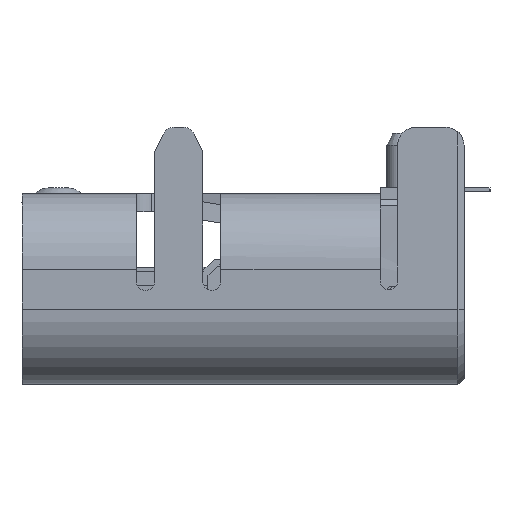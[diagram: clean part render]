
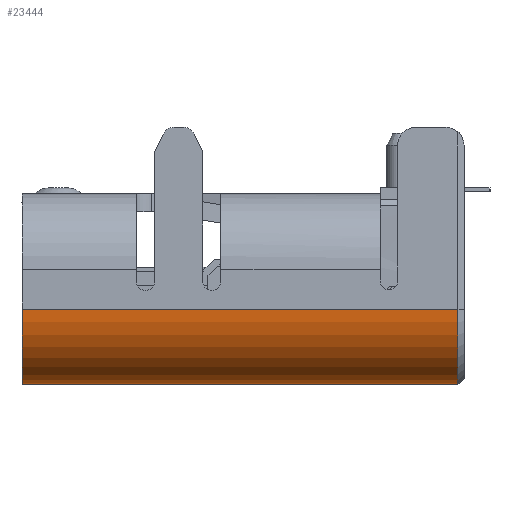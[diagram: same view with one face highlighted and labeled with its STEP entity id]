
A CAD part, left-side view. The second image highlights one B-rep face of the part: STEP entity #23444.
In plain terms, the highlighted cylindrical face has radius 1.25 mm (diameter 2.5 mm), a partial arc.
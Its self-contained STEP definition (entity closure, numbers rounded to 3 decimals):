
#393=CYLINDRICAL_SURFACE('',#25230,1.25);
#1641=FACE_OUTER_BOUND('',#2865,.T.);
#2865=EDGE_LOOP('',(#21208,#21209,#21210,#21211));
#3478=CIRCLE('',#25164,1.25);
#3495=CIRCLE('',#25229,1.25);
#6104=LINE('',#40420,#8823);
#6156=LINE('',#40591,#8875);
#8823=VECTOR('',#31201,1000.);
#8875=VECTOR('',#31383,1000.);
#11043=VERTEX_POINT('',#39866);
#11104=VERTEX_POINT('',#40412);
#11106=VERTEX_POINT('',#40418);
#11133=VERTEX_POINT('',#40587);
#14446=EDGE_CURVE('',#11104,#11043,#3478,.T.);
#14448=EDGE_CURVE('',#11043,#11106,#6104,.T.);
#14519=EDGE_CURVE('',#11106,#11133,#3495,.T.);
#14520=EDGE_CURVE('',#11133,#11104,#6156,.T.);
#21208=ORIENTED_EDGE('',*,*,#14448,.T.);
#21209=ORIENTED_EDGE('',*,*,#14519,.T.);
#21210=ORIENTED_EDGE('',*,*,#14520,.T.);
#21211=ORIENTED_EDGE('',*,*,#14446,.T.);
#23444=ADVANCED_FACE('',(#1641),#393,.T.);
#25164=AXIS2_PLACEMENT_3D('',#40416,#31196,#31197);
#25229=AXIS2_PLACEMENT_3D('',#40589,#31379,#31380);
#25230=AXIS2_PLACEMENT_3D('',#40590,#31381,#31382);
#31196=DIRECTION('center_axis',(0.,1.,0.));
#31197=DIRECTION('ref_axis',(0.,0.,1.));
#31201=DIRECTION('',(0.,1.,0.));
#31379=DIRECTION('center_axis',(0.,-1.,0.));
#31380=DIRECTION('ref_axis',(0.,0.,1.));
#31381=DIRECTION('center_axis',(0.,1.,0.));
#31382=DIRECTION('ref_axis',(0.,0.,1.));
#31383=DIRECTION('',(0.,-1.,0.));
#39866=CARTESIAN_POINT('',(-4.475,0.035,1.49));
#40412=CARTESIAN_POINT('',(-3.225,0.035,0.24));
#40416=CARTESIAN_POINT('Origin',(-3.225,0.035,1.49));
#40418=CARTESIAN_POINT('',(-4.475,7.255,1.49));
#40420=CARTESIAN_POINT('',(-4.475,-0.109,1.49));
#40587=CARTESIAN_POINT('',(-3.225,7.255,0.24));
#40589=CARTESIAN_POINT('Origin',(-3.225,7.255,1.49));
#40590=CARTESIAN_POINT('Origin',(-3.225,-0.109,1.49));
#40591=CARTESIAN_POINT('',(-3.225,3.645,0.24));
